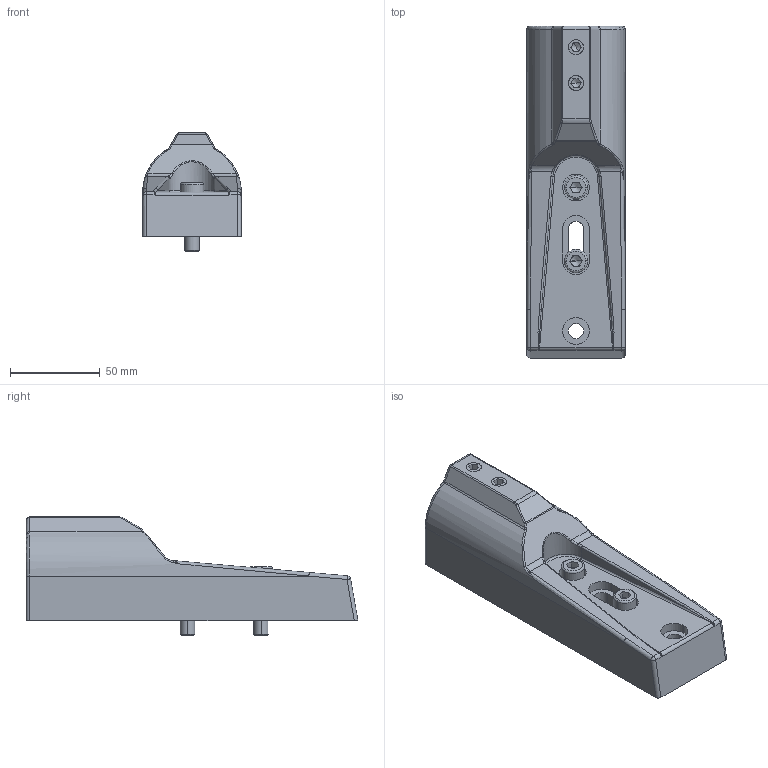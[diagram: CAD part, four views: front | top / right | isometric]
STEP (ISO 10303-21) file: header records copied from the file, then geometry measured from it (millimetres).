
FILE_DESCRIPTION (( 'STEP AP203' ), '1' );
FILE_NAME ('SPS.BA.S.STEP', '2014-05-20T05:48:08', ( 'USER' ), ( 'Microsoft' ), 'SwSTEP 2.0', 'SolidWorks 2012', '' );
FILE_SCHEMA (( 'CONFIG_CONTROL_DESIGN' ));
Length unit declared in the file: millimetre
Products named in the file (5): SPS.BA.S; hex socket set screws with flat point gb_GB_FASTENER_SCREWS_HSFP M10X12-C; hexagon socket head cap screws gb_GB_FASTENER_SCREWS_HSHCS M8X30-C; spring lock washers--normal type gb_GB_FASTENER_WASHER_SW 8; 耜晚盓釱
Assembly tree (7 placements, depth 2):
  SPS.BA.S
    耜晚盓釱
    spring lock washers--normal type gb_GB_FASTENER_WASHER_SW 8  x2
    hexagon socket head cap screws gb_GB_FASTENER_SCREWS_HSHCS M8X30-C  x2
    hex socket set screws with flat point gb_GB_FASTENER_SCREWS_HSFP M10X12-C  x2
Bounding box: 55 x 185 x 65.9 mm (x, y, z)
Volume: 277222 mm3; surface area: 53376.6 mm2
Topology: 7 solids, 7 shells, 227 faces, 532 edges, 312 vertices
Faces by surface type: plane 90, cylinder 75, bspline 31, cone 20, torus 9, sphere 2
Entity records: 6416 total; most frequent: CARTESIAN_POINT 2167, ORIENTED_EDGE 780, DIRECTION 756, EDGE_CURVE 390, AXIS2_PLACEMENT_3D 293, VERTEX_POINT 234, EDGE_LOOP 186, VECTOR 170
